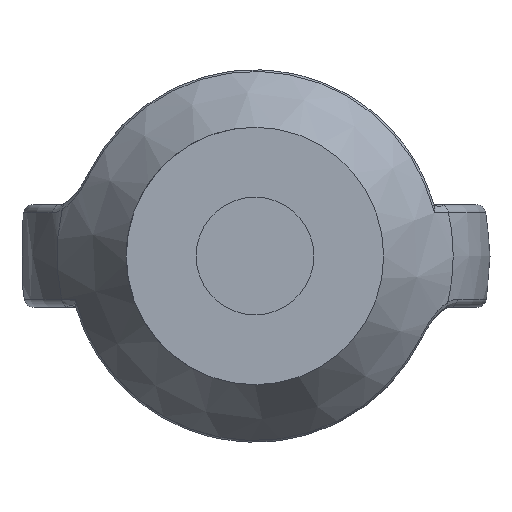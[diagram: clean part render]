
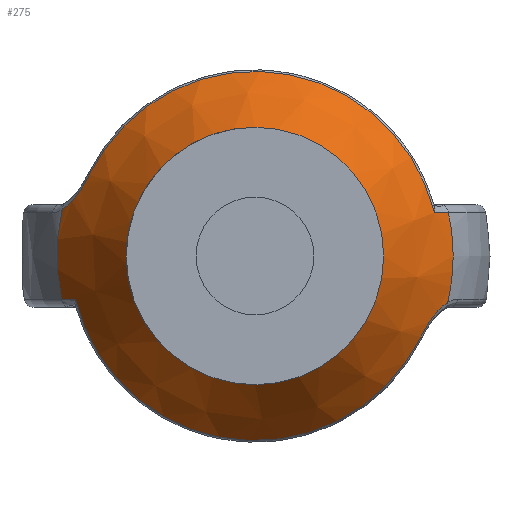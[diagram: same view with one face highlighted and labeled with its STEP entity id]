
A CAD part, front view. The second image highlights one B-rep face of the part: STEP entity #275.
In plain terms, the highlighted conical face has half-angle 32.654 degrees and reference radius 15.578 mm.
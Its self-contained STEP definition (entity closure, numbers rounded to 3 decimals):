
#124=CONICAL_SURFACE('',#3048,15.577,32.654);
#275=ADVANCED_FACE('',(#586,#587),#124,.T.);
#541=CIRCLE('',#3043,26.942);
#542=CIRCLE('',#3044,25.091);
#543=CIRCLE('',#3045,26.942);
#544=CIRCLE('',#3046,25.091);
#545=CIRCLE('',#3047,17.5);
#586=FACE_BOUND('',#649,.T.);
#587=FACE_BOUND('',#650,.T.);
#649=EDGE_LOOP('',(#1330,#1331,#1332,#1333,#1334,#1335,#1336,#1337));
#650=EDGE_LOOP('',(#1338));
#1330=ORIENTED_EDGE('',*,*,#2434,.T.);
#1331=ORIENTED_EDGE('',*,*,#2435,.T.);
#1332=ORIENTED_EDGE('',*,*,#2436,.T.);
#1333=ORIENTED_EDGE('',*,*,#2437,.T.);
#1334=ORIENTED_EDGE('',*,*,#2438,.T.);
#1335=ORIENTED_EDGE('',*,*,#2439,.T.);
#1336=ORIENTED_EDGE('',*,*,#2440,.T.);
#1337=ORIENTED_EDGE('',*,*,#2441,.T.);
#1338=ORIENTED_EDGE('',*,*,#2442,.F.);
#2154=VERTEX_POINT('',#4030);
#2155=VERTEX_POINT('',#4031);
#2156=VERTEX_POINT('',#4039);
#2157=VERTEX_POINT('',#4041);
#2158=VERTEX_POINT('',#4046);
#2159=VERTEX_POINT('',#4048);
#2160=VERTEX_POINT('',#4056);
#2161=VERTEX_POINT('',#4058);
#2162=VERTEX_POINT('',#4064);
#2434=EDGE_CURVE('',#2154,#2155,#541,.T.);
#2435=EDGE_CURVE('',#2155,#2156,#2812,.T.);
#2436=EDGE_CURVE('',#2156,#2157,#542,.T.);
#2437=EDGE_CURVE('',#2157,#2158,#2813,.T.);
#2438=EDGE_CURVE('',#2158,#2159,#543,.T.);
#2439=EDGE_CURVE('',#2159,#2160,#2814,.T.);
#2440=EDGE_CURVE('',#2160,#2161,#544,.T.);
#2441=EDGE_CURVE('',#2161,#2154,#2815,.T.);
#2442=EDGE_CURVE('',#2162,#2162,#545,.T.);
#2812=B_SPLINE_CURVE_WITH_KNOTS('',3,(#4032,#4033,#4034,#4035,#4036,#4037,
#4038),.UNSPECIFIED.,.F.,.F.,(4,3,4),(0.,0.809,1.),
 .UNSPECIFIED.);
#2813=B_SPLINE_CURVE_WITH_KNOTS('',3,(#4042,#4043,#4044,#4045),
 .UNSPECIFIED.,.F.,.F.,(4,4),(0.,1.),.UNSPECIFIED.);
#2814=B_SPLINE_CURVE_WITH_KNOTS('',3,(#4049,#4050,#4051,#4052,#4053,#4054,
#4055),.UNSPECIFIED.,.F.,.F.,(4,3,4),(0.,0.809,1.),
 .UNSPECIFIED.);
#2815=B_SPLINE_CURVE_WITH_KNOTS('',3,(#4059,#4060,#4061,#4062),
 .UNSPECIFIED.,.F.,.F.,(4,4),(0.,1.),.UNSPECIFIED.);
#3043=AXIS2_PLACEMENT_3D('',#4029,#3235,#3236);
#3044=AXIS2_PLACEMENT_3D('',#4040,#3237,#3238);
#3045=AXIS2_PLACEMENT_3D('',#4047,#3239,#3240);
#3046=AXIS2_PLACEMENT_3D('',#4057,#3241,#3242);
#3047=AXIS2_PLACEMENT_3D('',#4063,#3243,#3244);
#3048=AXIS2_PLACEMENT_3D('',#4065,#3245,#3246);
#3235=DIRECTION('',(0.,-1.,0.));
#3236=DIRECTION('',(1.,0.,0.));
#3237=DIRECTION('',(0.,-1.,0.));
#3238=DIRECTION('',(-1.,0.,0.));
#3239=DIRECTION('',(0.,-1.,0.));
#3240=DIRECTION('',(1.,0.,0.));
#3241=DIRECTION('',(0.,-1.,0.));
#3242=DIRECTION('',(1.,0.,0.));
#3243=DIRECTION('',(0.,-1.,0.));
#3244=DIRECTION('',(0.,0.,1.));
#3245=DIRECTION('',(0.,1.,0.));
#3246=DIRECTION('',(-1.,0.,0.));
#4029=CARTESIAN_POINT('',(0.,17.734,0.));
#4030=CARTESIAN_POINT('',(-26.194,17.734,6.307));
#4031=CARTESIAN_POINT('',(-26.298,17.734,-5.856));
#4032=CARTESIAN_POINT('',(-26.298,17.734,-5.856));
#4033=CARTESIAN_POINT('',(-25.785,16.954,-5.861));
#4034=CARTESIAN_POINT('',(-25.272,16.175,-5.866));
#4035=CARTESIAN_POINT('',(-24.757,15.396,-5.872));
#4036=CARTESIAN_POINT('',(-24.636,15.212,-5.873));
#4037=CARTESIAN_POINT('',(-24.514,15.028,-5.875));
#4038=CARTESIAN_POINT('',(-24.393,14.845,-5.876));
#4039=CARTESIAN_POINT('',(-24.393,14.845,-5.876));
#4040=CARTESIAN_POINT('',(0.,14.845,0.));
#4041=CARTESIAN_POINT('',(22.542,14.845,-11.018));
#4042=CARTESIAN_POINT('',(22.542,14.845,-11.018));
#4043=CARTESIAN_POINT('',(23.56,14.845,-8.936));
#4044=CARTESIAN_POINT('',(24.868,16.021,-7.125));
#4045=CARTESIAN_POINT('',(26.194,17.734,-6.307));
#4046=CARTESIAN_POINT('',(26.194,17.734,-6.307));
#4047=CARTESIAN_POINT('',(0.,17.734,0.));
#4048=CARTESIAN_POINT('',(26.298,17.734,5.856));
#4049=CARTESIAN_POINT('',(26.298,17.734,5.856));
#4050=CARTESIAN_POINT('',(25.785,16.954,5.861));
#4051=CARTESIAN_POINT('',(25.272,16.175,5.866));
#4052=CARTESIAN_POINT('',(24.757,15.396,5.872));
#4053=CARTESIAN_POINT('',(24.636,15.212,5.873));
#4054=CARTESIAN_POINT('',(24.514,15.028,5.875));
#4055=CARTESIAN_POINT('',(24.393,14.845,5.876));
#4056=CARTESIAN_POINT('',(24.393,14.845,5.876));
#4057=CARTESIAN_POINT('',(0.,14.845,0.));
#4058=CARTESIAN_POINT('',(-22.542,14.845,11.018));
#4059=CARTESIAN_POINT('',(-22.542,14.845,11.018));
#4060=CARTESIAN_POINT('',(-23.56,14.845,8.936));
#4061=CARTESIAN_POINT('',(-24.868,16.021,7.125));
#4062=CARTESIAN_POINT('',(-26.194,17.734,6.307));
#4063=CARTESIAN_POINT('',(0.,3.,0.));
#4064=CARTESIAN_POINT('',(0.,3.,17.5));
#4065=CARTESIAN_POINT('',(0.,0.,0.));
